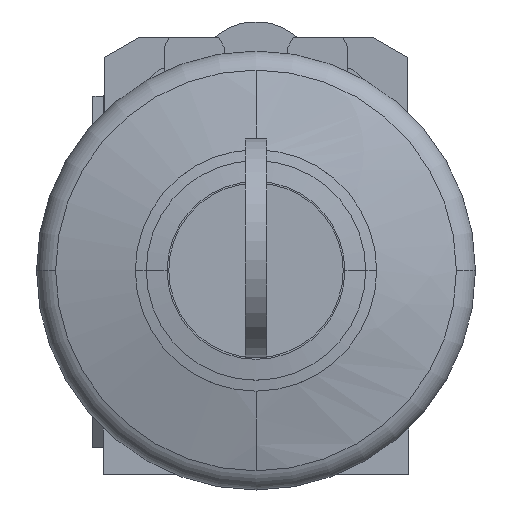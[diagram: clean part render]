
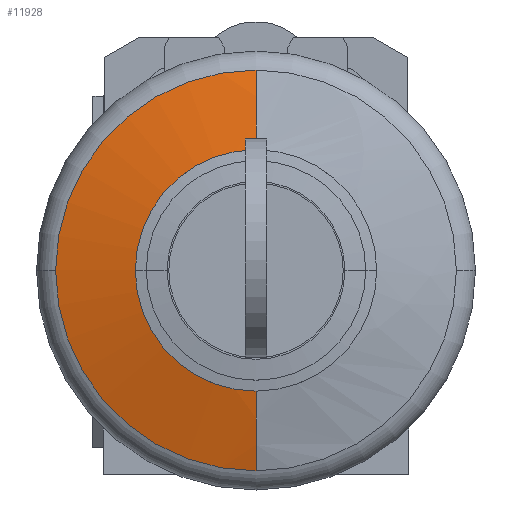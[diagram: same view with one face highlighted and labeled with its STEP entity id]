
A CAD part, top view. The second image highlights one B-rep face of the part: STEP entity #11928.
In plain terms, the highlighted spherical face has radius 60 mm.
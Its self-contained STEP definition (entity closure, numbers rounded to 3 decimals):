
#2362=CARTESIAN_POINT('',(14.9,18.5,79.084));
#2363=DIRECTION('',(0.,0.,-1.));
#2364=DIRECTION('',(-1.,0.,0.));
#2365=AXIS2_PLACEMENT_3D('',#2362,#2363,#2364);
#2372=CARTESIAN_POINT('',(14.9,18.5,79.084));
#2373=DIRECTION('',(0.,0.,-1.));
#2374=DIRECTION('',(0.,-1.,0.));
#2375=AXIS2_PLACEMENT_3D('',#2372,#2373,#2374);
#2377=CARTESIAN_POINT('',(14.9,18.5,21.93));
#2378=DIRECTION('',(-1.,0.,0.));
#2379=DIRECTION('',(0.,0.183,0.983));
#2380=AXIS2_PLACEMENT_3D('',#2377,#2378,#2379);
#2382=CARTESIAN_POINT('',(14.9,18.5,80.913));
#2383=DIRECTION('',(0.,0.,-1.));
#2384=DIRECTION('',(-1.,0.,0.));
#2385=AXIS2_PLACEMENT_3D('',#2382,#2383,#2384);
#2387=CARTESIAN_POINT('',(14.9,18.5,80.913));
#2388=DIRECTION('',(0.,0.,-1.));
#2389=DIRECTION('',(0.,-1.,0.));
#2390=AXIS2_PLACEMENT_3D('',#2387,#2388,#2389);
#2392=CARTESIAN_POINT('',(14.9,18.5,21.93));
#2393=DIRECTION('',(-1.,0.,0.));
#2394=DIRECTION('',(0.,-0.304,0.953));
#2395=AXIS2_PLACEMENT_3D('',#2392,#2393,#2394);
#5737=CARTESIAN_POINT('',(14.9,29.5,80.913));
#5738=VERTEX_POINT('',#5737);
#5739=CARTESIAN_POINT('',(3.9,18.5,80.913));
#5740=VERTEX_POINT('',#5739);
#5741=CARTESIAN_POINT('',(14.9,36.761,79.084));
#5742=VERTEX_POINT('',#5741);
#5743=CARTESIAN_POINT('',(-3.361,18.5,79.084));
#5744=VERTEX_POINT('',#5743);
#5745=CARTESIAN_POINT('',(14.9,0.239,79.084));
#5746=VERTEX_POINT('',#5745);
#5747=CARTESIAN_POINT('',(14.9,7.5,80.913));
#5748=VERTEX_POINT('',#5747);
#11911=CARTESIAN_POINT('',(14.9,18.5,21.93));
#11912=DIRECTION('',(0.,0.,1.));
#11913=DIRECTION('',(0.,1.,0.));
#11914=AXIS2_PLACEMENT_3D('',#11911,#11912,#11913);
#11915=SPHERICAL_SURFACE('',#11914,60.);
#11917=ORIENTED_EDGE('',*,*,#11916,.F.);
#11919=ORIENTED_EDGE('',*,*,#11918,.F.);
#11921=ORIENTED_EDGE('',*,*,#11920,.F.);
#11923=ORIENTED_EDGE('',*,*,#11922,.F.);
#11924=ORIENTED_EDGE('',*,*,#11892,.T.);
#11925=ORIENTED_EDGE('',*,*,#11864,.T.);
#11926=EDGE_LOOP('',(#11917,#11919,#11921,#11923,#11924,#11925));
#11927=FACE_OUTER_BOUND('',#11926,.F.);
#2366=CIRCLE('',#2365,18.261);
#2376=CIRCLE('',#2375,18.261);
#2381=CIRCLE('',#2380,60.);
#2386=CIRCLE('',#2385,11.);
#2391=CIRCLE('',#2390,11.);
#2396=CIRCLE('',#2395,60.);
#11864=EDGE_CURVE('',#5744,#5742,#2366,.T.);
#11892=EDGE_CURVE('',#5746,#5744,#2376,.T.);
#11916=EDGE_CURVE('',#5738,#5742,#2381,.T.);
#11918=EDGE_CURVE('',#5740,#5738,#2386,.T.);
#11920=EDGE_CURVE('',#5748,#5740,#2391,.T.);
#11922=EDGE_CURVE('',#5746,#5748,#2396,.T.);
#11928=ADVANCED_FACE('',(#11927),#11915,.T.);
